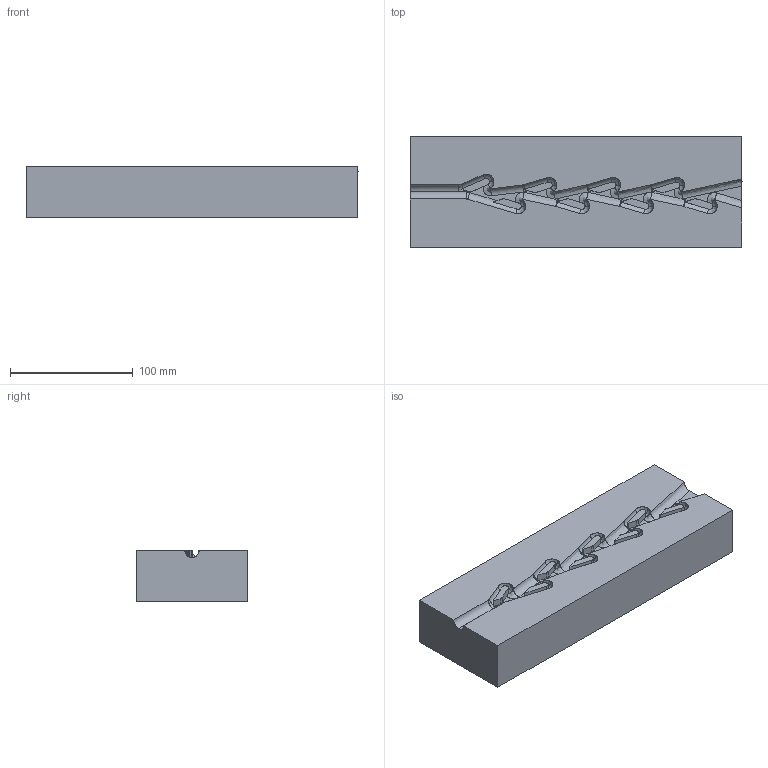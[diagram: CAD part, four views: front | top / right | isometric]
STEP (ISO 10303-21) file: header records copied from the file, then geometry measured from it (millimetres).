
FILE_DESCRIPTION(('FreeCAD Model'),'2;1');
FILE_NAME('Open CASCADE Shape Model','2025-05-03T18:11:39',('FreeCAD'),( 'FreeCAD'),'Open CASCADE STEP processor 7.6','FreeCAD','Unknown');
FILE_SCHEMA(('AUTOMOTIVE_DESIGN { 1 0 10303 214 1 1 1 1 }'));
Length unit declared in the file: millimetre
Products named in the file (1): Open CASCADE STEP translator 7.6 1
Bounding box: 270.37 x 90.48 x 41.59 mm (x, y, z)
Surface area: 83131.6 mm2 (no closed solid volume)
Topology: 0 solids, 184 shells, 184 faces, 1665 edges, 1665 vertices
Faces by surface type: bspline 184
Entity records: 15329 total; most frequent: CARTESIAN_POINT 7990, ORIENTED_EDGE 1665, EDGE_CURVE 1665, VERTEX_POINT 1665, B_SPLINE_CURVE_WITH_KNOTS 1346, SHELL_BASED_SURFACE_MODEL 184, OPEN_SHELL 184, ADVANCED_FACE 184
